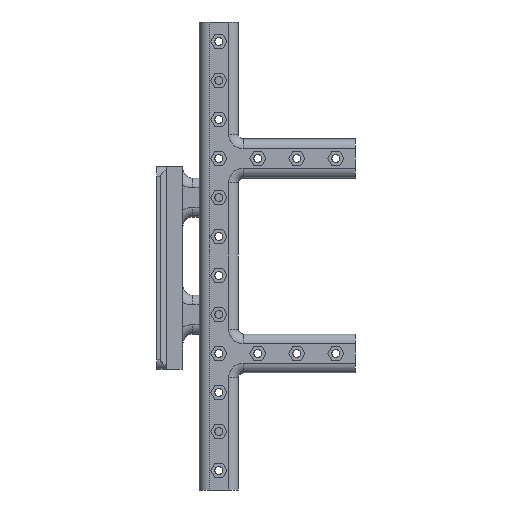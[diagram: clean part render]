
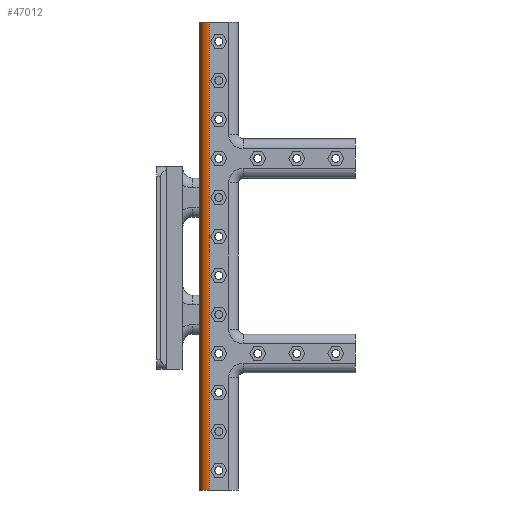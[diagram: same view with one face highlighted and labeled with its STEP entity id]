
A CAD part, left-side view. The second image highlights one B-rep face of the part: STEP entity #47012.
In plain terms, the highlighted cylindrical face has radius 5 mm (diameter 10 mm), a partial arc.
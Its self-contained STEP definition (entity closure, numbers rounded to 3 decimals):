
#4823=FACE_OUTER_BOUND('',#7844,.T.);
#7844=EDGE_LOOP('',(#42083,#42084,#42085,#42086));
#12585=LINE('',#73372,#18156);
#13401=LINE('',#75269,#18972);
#18156=VECTOR('',#59918,10.);
#18972=VECTOR('',#61584,10.);
#20410=CIRCLE('',#50382,5.);
#20429=CIRCLE('',#50415,5.);
#23694=VERTEX_POINT('',#73369);
#23695=VERTEX_POINT('',#73371);
#24296=VERTEX_POINT('',#75207);
#24311=VERTEX_POINT('',#75265);
#29556=EDGE_CURVE('',#23695,#23694,#12585,.T.);
#30431=EDGE_CURVE('',#24296,#23695,#20410,.T.);
#30461=EDGE_CURVE('',#24311,#23694,#20429,.T.);
#30462=EDGE_CURVE('',#24296,#24311,#13401,.T.);
#42083=ORIENTED_EDGE('',*,*,#30461,.F.);
#42084=ORIENTED_EDGE('',*,*,#30462,.F.);
#42085=ORIENTED_EDGE('',*,*,#30431,.T.);
#42086=ORIENTED_EDGE('',*,*,#29556,.T.);
#44932=CYLINDRICAL_SURFACE('',#50416,5.);
#47012=ADVANCED_FACE('',(#4823),#44932,.T.);
#50382=AXIS2_PLACEMENT_3D('',#75208,#61503,#61504);
#50415=AXIS2_PLACEMENT_3D('',#75267,#61580,#61581);
#50416=AXIS2_PLACEMENT_3D('',#75268,#61582,#61583);
#59918=DIRECTION('',(0.,0.,1.));
#61503=DIRECTION('center_axis',(0.,0.,1.));
#61504=DIRECTION('ref_axis',(-0.707,0.707,0.));
#61580=DIRECTION('center_axis',(0.,0.,1.));
#61581=DIRECTION('ref_axis',(-0.707,0.707,0.));
#61582=DIRECTION('center_axis',(0.,0.,-1.));
#61583=DIRECTION('ref_axis',(-0.707,0.707,0.));
#61584=DIRECTION('',(0.,0.,1.));
#73369=CARTESIAN_POINT('',(-179.473,9.242,120.));
#73371=CARTESIAN_POINT('',(-179.473,9.242,-120.));
#73372=CARTESIAN_POINT('',(-179.473,9.242,0.));
#75207=CARTESIAN_POINT('',(-174.473,14.242,-120.));
#75208=CARTESIAN_POINT('Origin',(-174.473,9.242,-120.));
#75265=CARTESIAN_POINT('',(-174.473,14.242,120.));
#75267=CARTESIAN_POINT('Origin',(-174.473,9.242,120.));
#75268=CARTESIAN_POINT('Origin',(-174.473,9.242,0.));
#75269=CARTESIAN_POINT('',(-174.473,14.242,0.));
